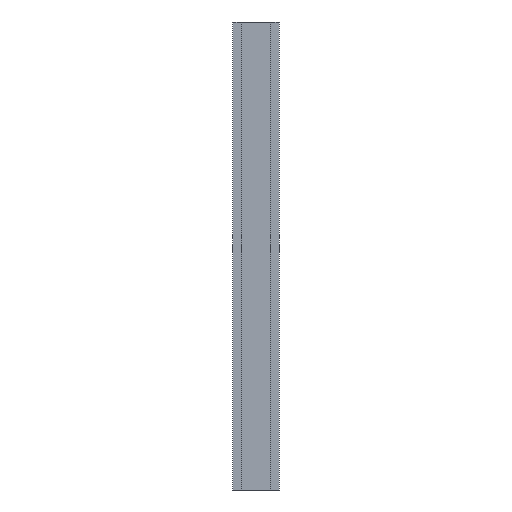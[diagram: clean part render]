
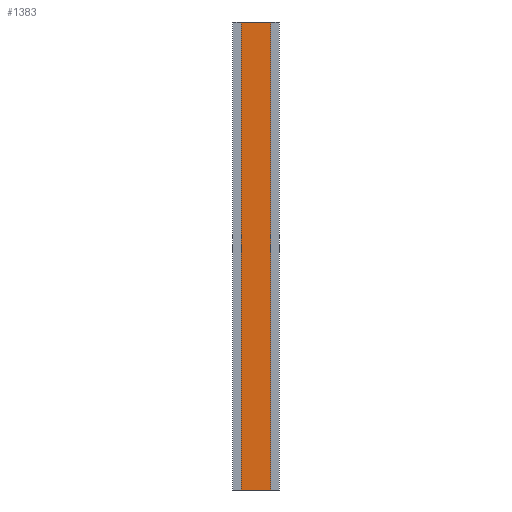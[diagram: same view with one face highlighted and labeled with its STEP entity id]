
A CAD part, left-side view. The second image highlights one B-rep face of the part: STEP entity #1383.
In plain terms, the highlighted planar face has unit normal (-1, 0, 0).
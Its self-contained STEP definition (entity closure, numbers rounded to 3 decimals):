
#19 = VECTOR ( 'NONE', #480, 1000. ) ;
#20 = CARTESIAN_POINT ( 'NONE',  ( -3., -31., 0. ) ) ;
#23 = ORIENTED_EDGE ( 'NONE', *, *, #682, .T. ) ;
#49 = CARTESIAN_POINT ( 'NONE',  ( -3., -31., 1000. ) ) ;
#53 = CARTESIAN_POINT ( 'NONE',  ( -3., 31., 0. ) ) ;
#99 = VERTEX_POINT ( 'NONE', #785 ) ;
#110 = LINE ( 'NONE', #1202, #1176 ) ;
#120 = VERTEX_POINT ( 'NONE', #20 ) ;
#241 = EDGE_CURVE ( 'NONE', #99, #120, #814, .T. ) ;
#257 = LINE ( 'NONE', #443, #838 ) ;
#325 = FACE_OUTER_BOUND ( 'NONE', #391, .T. ) ;
#391 = EDGE_LOOP ( 'NONE', ( #23, #1382, #1009, #1339 ) ) ;
#443 = CARTESIAN_POINT ( 'NONE',  ( -3., 31., 1000. ) ) ;
#480 = DIRECTION ( 'NONE',  ( 0., 0., -1. ) ) ;
#545 = AXIS2_PLACEMENT_3D ( 'NONE', #771, #1193, #985 ) ;
#564 = CARTESIAN_POINT ( 'NONE',  ( -3., 31., 1000. ) ) ;
#682 = EDGE_CURVE ( 'NONE', #1058, #120, #110, .T. ) ;
#687 = VERTEX_POINT ( 'NONE', #564 ) ;
#771 = CARTESIAN_POINT ( 'NONE',  ( -3., -31., 1000. ) ) ;
#785 = CARTESIAN_POINT ( 'NONE',  ( -3., -31., 1000. ) ) ;
#814 = LINE ( 'NONE', #49, #19 ) ;
#838 = VECTOR ( 'NONE', #881, 1000. ) ;
#881 = DIRECTION ( 'NONE',  ( 0., 0., -1. ) ) ;
#983 = DIRECTION ( 'NONE',  ( 0., -1., 0. ) ) ;
#985 = DIRECTION ( 'NONE',  ( 0., 1., 0. ) ) ;
#987 = EDGE_CURVE ( 'NONE', #687, #1058, #257, .T. ) ;
#1009 = ORIENTED_EDGE ( 'NONE', *, *, #1147, .F. ) ;
#1058 = VERTEX_POINT ( 'NONE', #53 ) ;
#1147 = EDGE_CURVE ( 'NONE', #687, #99, #1348, .T. ) ;
#1176 = VECTOR ( 'NONE', #983, 1000. ) ;
#1186 = PLANE ( 'NONE',  #545 ) ;
#1193 = DIRECTION ( 'NONE',  ( 1., 0., 0. ) ) ;
#1202 = CARTESIAN_POINT ( 'NONE',  ( -3., -31., 0. ) ) ;
#1329 = VECTOR ( 'NONE', #1355, 1000. ) ;
#1339 = ORIENTED_EDGE ( 'NONE', *, *, #987, .T. ) ;
#1348 = LINE ( 'NONE', #1361, #1329 ) ;
#1355 = DIRECTION ( 'NONE',  ( 0., -1., 0. ) ) ;
#1361 = CARTESIAN_POINT ( 'NONE',  ( -3., -31., 1000. ) ) ;
#1382 = ORIENTED_EDGE ( 'NONE', *, *, #241, .F. ) ;
#1383 = ADVANCED_FACE ( 'NONE', ( #325 ), #1186, .F. ) ;
